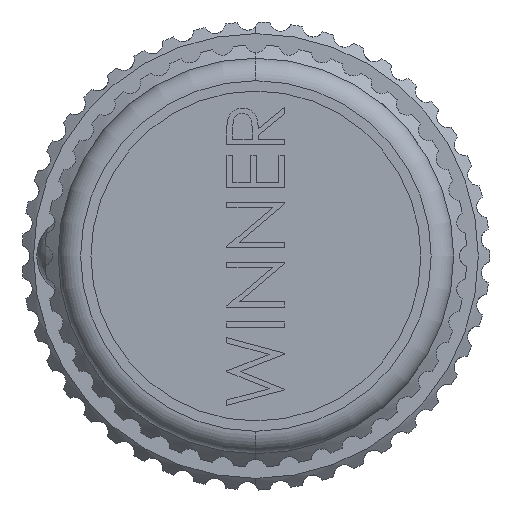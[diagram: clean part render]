
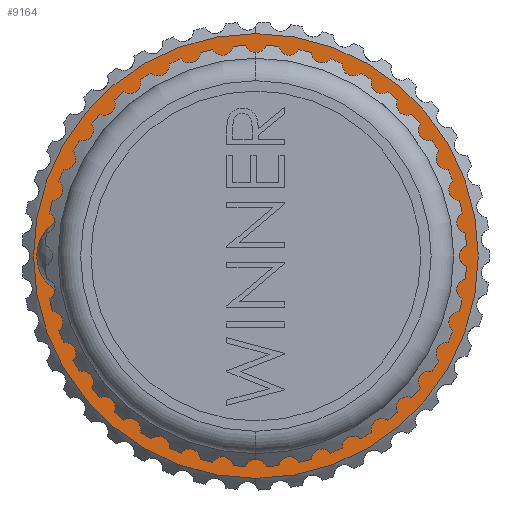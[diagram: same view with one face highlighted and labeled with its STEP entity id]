
A CAD part, left-side view. The second image highlights one B-rep face of the part: STEP entity #9164.
In plain terms, the highlighted planar face has unit normal (-1, 0, 0).
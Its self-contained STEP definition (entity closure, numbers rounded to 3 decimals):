
#6353 = EDGE_LOOP ( 'NONE', ( #29732, #29730 ) ) ;
#6391 = EDGE_LOOP ( 'NONE', ( #29788, #29789 ) ) ;
#7763 = VERTEX_POINT ( 'NONE', #27444 ) ;
#7788 = VERTEX_POINT ( 'NONE', #39391 ) ;
#8227 = VERTEX_POINT ( 'NONE', #14162 ) ;
#8352 = VERTEX_POINT ( 'NONE', #14006 ) ;
#9164 = ADVANCED_FACE ( 'NONE', ( #16337, #16345 ), #9293, .T. ) ;
#9293 = PLANE ( 'NONE',  #11943 ) ;
#9399 = DIRECTION ( 'NONE',  ( 0., 0., 1. ) ) ;
#9406 = DIRECTION ( 'NONE',  ( -1., 0., 0. ) ) ;
#9408 = CARTESIAN_POINT ( 'NONE',  ( -7.55, 0., 0. ) ) ;
#11065 = EDGE_CURVE ( 'NONE', #8352, #7788, #32237, .T. ) ;
#11186 = EDGE_CURVE ( 'NONE', #8227, #7763, #32379, .T. ) ;
#11555 = EDGE_CURVE ( 'NONE', #7763, #8227, #32696, .T. ) ;
#11764 = EDGE_CURVE ( 'NONE', #7788, #8352, #32901, .T. ) ;
#11943 = AXIS2_PLACEMENT_3D ( 'NONE', #9408, #9406, #9399 ) ;
#14006 = CARTESIAN_POINT ( 'NONE',  ( -7.55, 0., 8.56 ) ) ;
#14162 = CARTESIAN_POINT ( 'NONE',  ( -7.55, 0., -15.3 ) ) ;
#16337 = FACE_BOUND ( 'NONE', #6391, .T. ) ;
#16345 = FACE_OUTER_BOUND ( 'NONE', #6353, .T. ) ;
#27444 = CARTESIAN_POINT ( 'NONE',  ( -7.55, 0., 15.3 ) ) ;
#29730 = ORIENTED_EDGE ( 'NONE', *, *, #11555, .T. ) ;
#29732 = ORIENTED_EDGE ( 'NONE', *, *, #11186, .T. ) ;
#29788 = ORIENTED_EDGE ( 'NONE', *, *, #11065, .F. ) ;
#29789 = ORIENTED_EDGE ( 'NONE', *, *, #11764, .F. ) ;
#29973 = AXIS2_PLACEMENT_3D ( 'NONE', #34885, #34886, #34887 ) ;
#29974 = AXIS2_PLACEMENT_3D ( 'NONE', #35556, #35557, #35558 ) ;
#30129 = AXIS2_PLACEMENT_3D ( 'NONE', #38400, #38401, #38402 ) ;
#30191 = AXIS2_PLACEMENT_3D ( 'NONE', #39786, #39787, #39788 ) ;
#32237 = CIRCLE ( 'NONE', #29973, 8.56 ) ;
#32379 = CIRCLE ( 'NONE', #29974, 15.3 ) ;
#32696 = CIRCLE ( 'NONE', #30129, 15.3 ) ;
#32901 = CIRCLE ( 'NONE', #30191, 8.56 ) ;
#34885 = CARTESIAN_POINT ( 'NONE',  ( -7.55, 0., 0. ) ) ;
#34886 = DIRECTION ( 'NONE',  ( -1., 0., 0. ) ) ;
#34887 = DIRECTION ( 'NONE',  ( 0., 0., 1. ) ) ;
#35556 = CARTESIAN_POINT ( 'NONE',  ( -7.55, 0., 0. ) ) ;
#35557 = DIRECTION ( 'NONE',  ( -1., 0., 0. ) ) ;
#35558 = DIRECTION ( 'NONE',  ( 0., 0., 1. ) ) ;
#38400 = CARTESIAN_POINT ( 'NONE',  ( -7.55, 0., 0. ) ) ;
#38401 = DIRECTION ( 'NONE',  ( -1., 0., 0. ) ) ;
#38402 = DIRECTION ( 'NONE',  ( 0., 0., 1. ) ) ;
#39391 = CARTESIAN_POINT ( 'NONE',  ( -7.55, 0., -8.56 ) ) ;
#39786 = CARTESIAN_POINT ( 'NONE',  ( -7.55, 0., 0. ) ) ;
#39787 = DIRECTION ( 'NONE',  ( -1., 0., 0. ) ) ;
#39788 = DIRECTION ( 'NONE',  ( 0., 0., 1. ) ) ;
